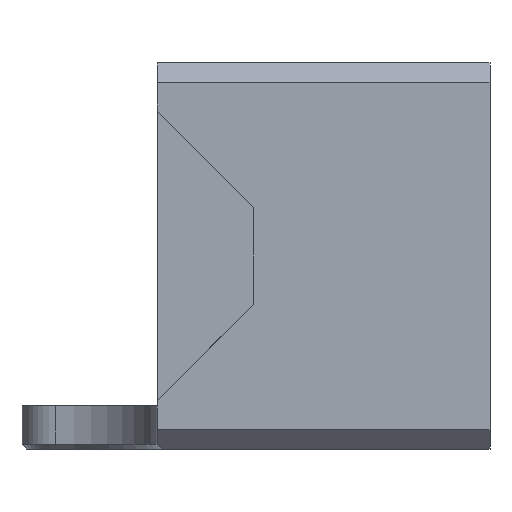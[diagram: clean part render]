
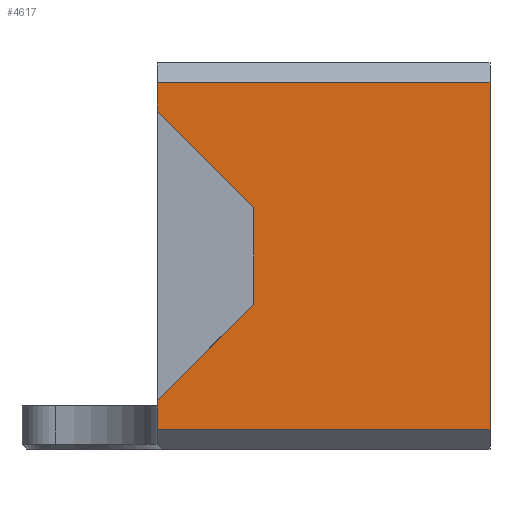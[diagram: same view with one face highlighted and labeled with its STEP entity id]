
A CAD part, front view. The second image highlights one B-rep face of the part: STEP entity #4617.
In plain terms, the highlighted planar face has unit normal (0, -1, 0).
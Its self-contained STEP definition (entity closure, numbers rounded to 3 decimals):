
#246=FACE_OUTER_BOUND('',#519,.T.);
#519=EDGE_LOOP('',(#3535,#3536,#3537,#3538,#3539,#3540,#3541,#3542));
#881=LINE('',#6849,#1479);
#893=LINE('',#6873,#1491);
#957=LINE('',#7029,#1555);
#986=LINE('',#7089,#1584);
#987=LINE('',#7092,#1585);
#988=LINE('',#7094,#1586);
#989=LINE('',#7095,#1587);
#990=LINE('',#7096,#1588);
#1479=VECTOR('',#5429,10.);
#1491=VECTOR('',#5441,10.);
#1555=VECTOR('',#5587,10.);
#1584=VECTOR('',#5644,10.);
#1585=VECTOR('',#5647,10.);
#1586=VECTOR('',#5648,10.);
#1587=VECTOR('',#5649,10.);
#1588=VECTOR('',#5650,10.);
#2062=VERTEX_POINT('',#6846);
#2063=VERTEX_POINT('',#6848);
#2074=VERTEX_POINT('',#6870);
#2075=VERTEX_POINT('',#6872);
#2125=VERTEX_POINT('',#7026);
#2126=VERTEX_POINT('',#7028);
#2144=VERTEX_POINT('',#7091);
#2145=VERTEX_POINT('',#7093);
#2535=EDGE_CURVE('',#2063,#2062,#881,.T.);
#2547=EDGE_CURVE('',#2075,#2074,#893,.T.);
#2627=EDGE_CURVE('',#2125,#2126,#957,.T.);
#2659=EDGE_CURVE('',#2075,#2125,#986,.T.);
#2660=EDGE_CURVE('',#2074,#2144,#987,.T.);
#2661=EDGE_CURVE('',#2144,#2145,#988,.T.);
#2662=EDGE_CURVE('',#2145,#2063,#989,.T.);
#2663=EDGE_CURVE('',#2126,#2062,#990,.T.);
#3535=ORIENTED_EDGE('',*,*,#2659,.F.);
#3536=ORIENTED_EDGE('',*,*,#2547,.T.);
#3537=ORIENTED_EDGE('',*,*,#2660,.T.);
#3538=ORIENTED_EDGE('',*,*,#2661,.T.);
#3539=ORIENTED_EDGE('',*,*,#2662,.T.);
#3540=ORIENTED_EDGE('',*,*,#2535,.T.);
#3541=ORIENTED_EDGE('',*,*,#2663,.F.);
#3542=ORIENTED_EDGE('',*,*,#2627,.F.);
#4378=PLANE('',#4923);
#4617=ADVANCED_FACE('',(#246),#4378,.T.);
#4923=AXIS2_PLACEMENT_3D('',#7090,#5645,#5646);
#5429=DIRECTION('',(0.,0.,-1.));
#5441=DIRECTION('',(0.,0.,-1.));
#5587=DIRECTION('',(0.,0.,-1.));
#5644=DIRECTION('',(1.,0.,0.));
#5645=DIRECTION('center_axis',(0.,-1.,0.));
#5646=DIRECTION('ref_axis',(0.,0.,
-1.));
#5647=DIRECTION('',(0.707,0.,-0.707));
#5648=DIRECTION('',(0.,0.,-1.));
#5649=DIRECTION('',(-0.707,0.,-0.707));
#5650=DIRECTION('',(-1.,0.,0.));
#6846=CARTESIAN_POINT('',(0.,-30.,-18.));
#6848=CARTESIAN_POINT('',(0.,-30.,-15.));
#6849=CARTESIAN_POINT('',(0.,-30.,20.));
#6870=CARTESIAN_POINT('',(0.,-30.,15.));
#6872=CARTESIAN_POINT('',(0.,-30.,18.));
#6873=CARTESIAN_POINT('',(0.,-30.,20.));
#7026=CARTESIAN_POINT('',(34.5,-30.,18.));
#7028=CARTESIAN_POINT('',(34.5,-30.,-18.));
#7029=CARTESIAN_POINT('',(34.5,-30.,20.));
#7089=CARTESIAN_POINT('',(0.,-30.,18.));
#7090=CARTESIAN_POINT('Origin',(0.,-30.,20.));
#7091=CARTESIAN_POINT('',(10.,-30.,5.));
#7092=CARTESIAN_POINT('',(3.75,-30.,11.25));
#7093=CARTESIAN_POINT('',(10.,-30.,-5.));
#7094=CARTESIAN_POINT('',(10.,-30.,7.5));
#7095=CARTESIAN_POINT('',(8.75,-30.,-6.25));
#7096=CARTESIAN_POINT('',(0.,-30.,-18.));
